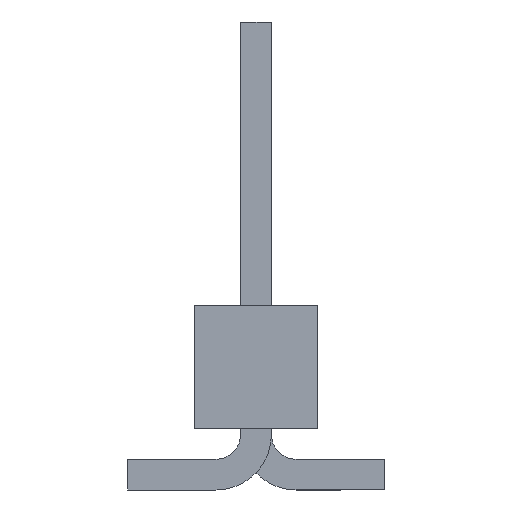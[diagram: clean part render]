
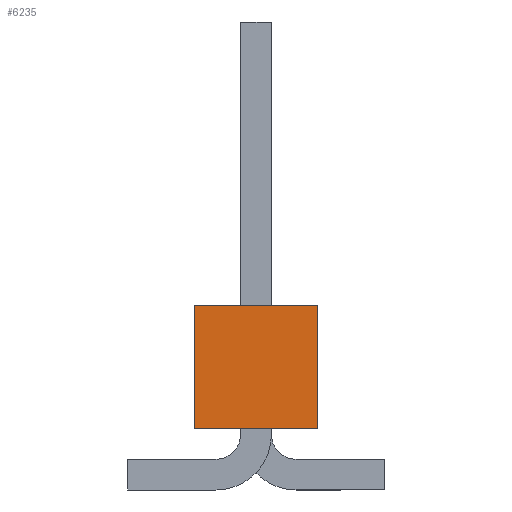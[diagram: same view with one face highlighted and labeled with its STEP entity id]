
A CAD part, left-side view. The second image highlights one B-rep face of the part: STEP entity #6235.
In plain terms, the highlighted planar face has unit normal (-1, 0, 0).
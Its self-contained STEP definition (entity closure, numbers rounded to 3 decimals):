
#950 = VERTEX_POINT('',#951);
#951 = CARTESIAN_POINT('',(-33.02,1.27,-1.27));
#957 = EDGE_CURVE('',#950,#958,#960,.T.);
#958 = VERTEX_POINT('',#959);
#959 = CARTESIAN_POINT('',(-33.02,1.27,1.27));
#960 = LINE('',#961,#962);
#961 = CARTESIAN_POINT('',(-33.02,1.27,-1.27));
#962 = VECTOR('',#963,1.);
#963 = DIRECTION('',(0.,0.,1.));
#5066 = VERTEX_POINT('',#5067);
#5067 = CARTESIAN_POINT('',(-33.02,-1.27,1.27));
#5073 = EDGE_CURVE('',#5074,#5066,#5076,.T.);
#5074 = VERTEX_POINT('',#5075);
#5075 = CARTESIAN_POINT('',(-33.02,-1.27,-1.27));
#5076 = LINE('',#5077,#5078);
#5077 = CARTESIAN_POINT('',(-33.02,-1.27,-1.27));
#5078 = VECTOR('',#5079,1.);
#5079 = DIRECTION('',(0.,0.,1.));
#5102 = EDGE_CURVE('',#950,#5074,#5103,.T.);
#5103 = LINE('',#5104,#5105);
#5104 = CARTESIAN_POINT('',(-33.02,1.27,-1.27));
#5105 = VECTOR('',#5106,1.);
#5106 = DIRECTION('',(0.,-1.,0.));
#6224 = EDGE_CURVE('',#958,#5066,#6225,.T.);
#6225 = LINE('',#6226,#6227);
#6226 = CARTESIAN_POINT('',(-33.02,1.27,1.27));
#6227 = VECTOR('',#6228,1.);
#6228 = DIRECTION('',(0.,-1.,0.));
#6235 = ADVANCED_FACE('',(#6236),#6242,.F.);
#6236 = FACE_BOUND('',#6237,.T.);
#6237 = EDGE_LOOP('',(#6238,#6239,#6240,#6241));
#6238 = ORIENTED_EDGE('',*,*,#5073,.T.);
#6239 = ORIENTED_EDGE('',*,*,#6224,.F.);
#6240 = ORIENTED_EDGE('',*,*,#957,.F.);
#6241 = ORIENTED_EDGE('',*,*,#5102,.T.);
#6242 = PLANE('',#6243);
#6243 = AXIS2_PLACEMENT_3D('',#6244,#6245,#6246);
#6244 = CARTESIAN_POINT('',(-33.02,1.27,-1.27));
#6245 = DIRECTION('',(1.,0.,0.));
#6246 = DIRECTION('',(0.,0.,-1.));
